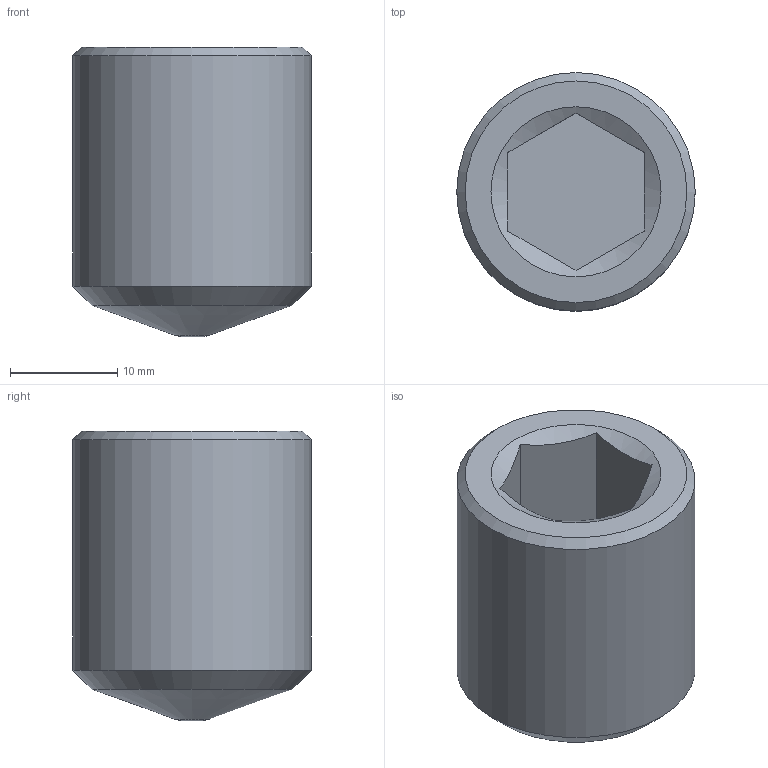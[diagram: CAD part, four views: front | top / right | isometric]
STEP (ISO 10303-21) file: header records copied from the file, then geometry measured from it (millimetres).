
FILE_DESCRIPTION(/* description */ (''),/* implementation_level */ '2;1');
FILE_NAME(/* name */ '14141.stp',/* time_stamp */ '2015-12-03T17:45:21-05:00',/* author */ ('cridley'),/* organization */ (''),/* preprocessor_version */ 'ST-DEVELOPER v15.6',/* originating_system */ 'Autodesk Inventor 2015',/* authorisation */ '');
FILE_SCHEMA (('CONFIG_CONTROL_DESIGN'));
Length unit declared in the file: inch
Products named in the file (1): 14141
Bounding box: 22.23 x 22.23 x 26.97 mm (x, y, z)
Volume: 7626 mm3; surface area: 2924.1 mm2
Topology: 1 solids, 1 shells, 15 faces, 35 edges, 23 vertices
Faces by surface type: plane 9, cone 4, bspline 1, cylinder 1
Full cylindrical faces by diameter (mm): 22.225 x1
Entity records: 428 total; most frequent: CARTESIAN_POINT 105, DIRECTION 60, ORIENTED_EDGE 56, EDGE_CURVE 28, AXIS2_PLACEMENT_3D 24, EDGE_LOOP 21, VERTEX_POINT 21, FACE_OUTER_BOUND 15
